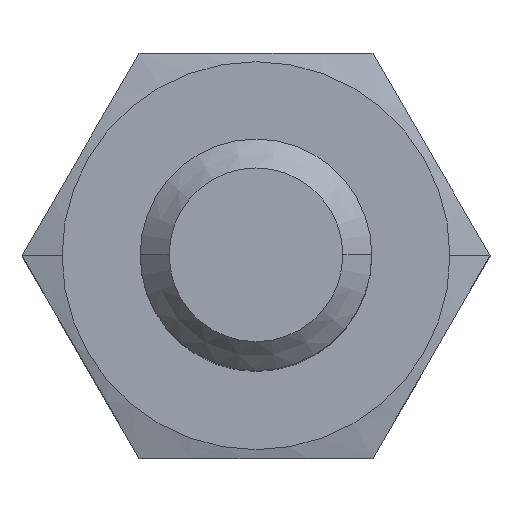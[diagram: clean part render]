
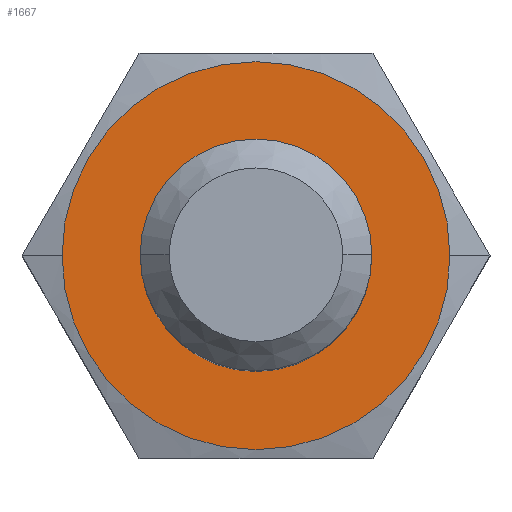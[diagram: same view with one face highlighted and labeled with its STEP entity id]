
A CAD part, top view. The second image highlights one B-rep face of the part: STEP entity #1667.
In plain terms, the highlighted face is planar.
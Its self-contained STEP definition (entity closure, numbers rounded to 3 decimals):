
#1284=CARTESIAN_POINT('',(0.,-2.2,0.));
#1285=DIRECTION('',(0.,-1.,0.));
#1286=DIRECTION('',(-1.,0.,0.));
#1287=AXIS2_PLACEMENT_3D('',#1284,#1285,#1286);
#1292=CARTESIAN_POINT('',(0.,-2.2,0.));
#1293=DIRECTION('',(0.,-1.,0.));
#1294=DIRECTION('',(1.,0.,0.));
#1295=AXIS2_PLACEMENT_3D('',#1292,#1293,#1294);
#1300=CARTESIAN_POINT('',(0.,-2.2,0.));
#1301=DIRECTION('',(0.,-1.,0.));
#1302=DIRECTION('',(1.,0.,0.));
#1303=AXIS2_PLACEMENT_3D('',#1300,#1301,#1302);
#1308=CARTESIAN_POINT('',(0.,-2.2,0.));
#1309=DIRECTION('',(0.,-1.,0.));
#1310=DIRECTION('',(-1.,0.,0.));
#1311=AXIS2_PLACEMENT_3D('',#1308,#1309,#1310);
#1582=CARTESIAN_POINT('',(-2.,-2.2,0.));
#1583=CARTESIAN_POINT('',(2.,-2.2,0.));
#1584=VERTEX_POINT('',#1582);
#1585=VERTEX_POINT('',#1583);
#1590=CARTESIAN_POINT('',(3.35,-2.2,0.));
#1591=CARTESIAN_POINT('',(-3.35,-2.2,0.));
#1592=VERTEX_POINT('',#1590);
#1593=VERTEX_POINT('',#1591);
#1652=CARTESIAN_POINT('',(0.,-2.2,0.));
#1653=DIRECTION('',(0.,1.,0.));
#1654=DIRECTION('',(-1.,0.,0.));
#1655=AXIS2_PLACEMENT_3D('',#1652,#1653,#1654);
#1656=PLANE('',#1655);
#1658=ORIENTED_EDGE('',*,*,#1657,.F.);
#1660=ORIENTED_EDGE('',*,*,#1659,.F.);
#1661=EDGE_LOOP('',(#1658,#1660));
#1662=FACE_OUTER_BOUND('',#1661,.F.);
#1663=ORIENTED_EDGE('',*,*,#1634,.T.);
#1664=ORIENTED_EDGE('',*,*,#1647,.T.);
#1665=EDGE_LOOP('',(#1663,#1664));
#1666=FACE_BOUND('',#1665,.F.);
#1667=ADVANCED_FACE('',(#1662,#1666),#1656,.F.);
#1288=CIRCLE('',#1287,2.);
#1296=CIRCLE('',#1295,2.);
#1304=CIRCLE('',#1303,3.35);
#1312=CIRCLE('',#1311,3.35);
#1634=EDGE_CURVE('',#1584,#1585,#1288,.T.);
#1647=EDGE_CURVE('',#1585,#1584,#1296,.T.);
#1657=EDGE_CURVE('',#1592,#1593,#1304,.T.);
#1659=EDGE_CURVE('',#1593,#1592,#1312,.T.);
